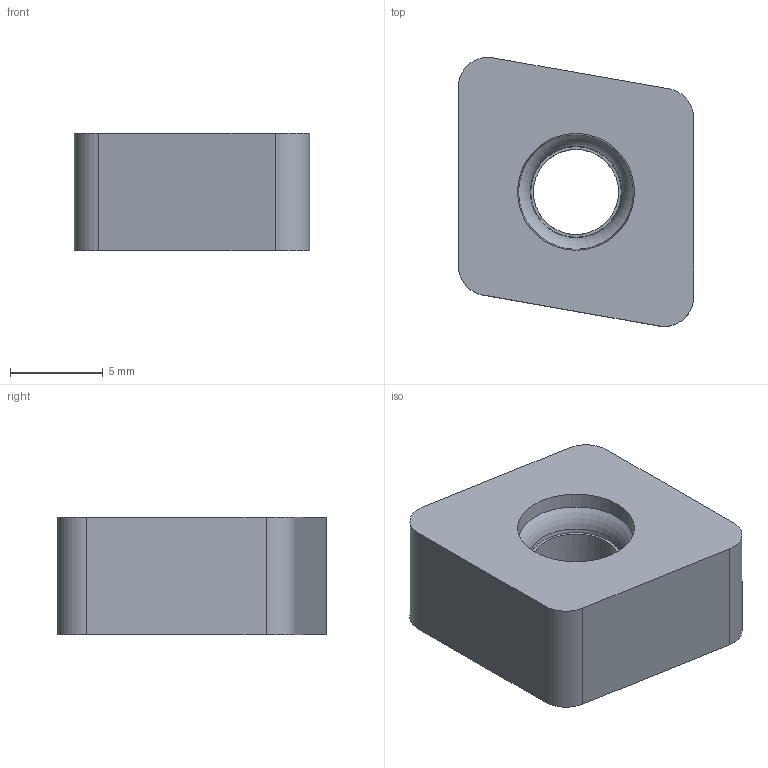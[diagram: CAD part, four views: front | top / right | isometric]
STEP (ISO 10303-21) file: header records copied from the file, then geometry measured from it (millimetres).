
FILE_DESCRIPTION(/* description */ (''),/* implementation_level */ '2;1');
FILE_NAME(/* name */ 'aaa338092_a.stp',/* time_stamp */ '2019-09-20T10:31:58+02:00',/* author */ (''),/* organization */ ('SMS'),/* preprocessor_version */ 'ST-DEVELOPER v16.7',/* originating_system */ 'SIEMENS PLM Software NX 12.0',/* authorisation */ '');
FILE_SCHEMA (('AUTOMOTIVE_DESIGN { 1 0 10303 214 3 1 1 1 }'));
Length unit declared in the file: millimetre
Products named in the file (1): AAA338092_A
Bounding box: 12.7 x 14.53 x 6.35 mm (x, y, z)
Volume: 881.4 mm3; surface area: 687 mm2
Topology: 1 solids, 1 shells, 19 faces, 47 edges, 34 vertices
Faces by surface type: plane 8, cylinder 5, cone 4, torus 2
Full cylindrical faces by diameter (mm): 4.6 x1
Entity records: 612 total; most frequent: CARTESIAN_POINT 144, DIRECTION 96, ORIENTED_EDGE 68, AXIS2_PLACEMENT_3D 40, EDGE_CURVE 34, EDGE_LOOP 30, VERTEX_POINT 26, FACE_BOUND 22
